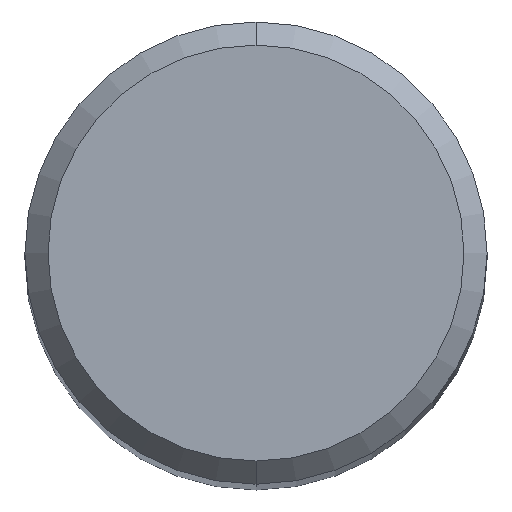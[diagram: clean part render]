
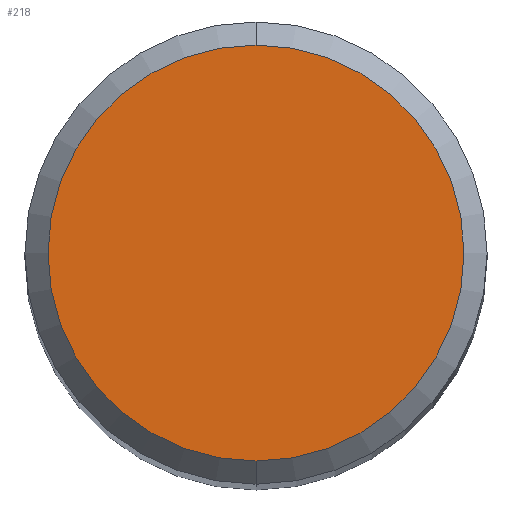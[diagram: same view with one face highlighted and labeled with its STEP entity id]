
A CAD part, top view. The second image highlights one B-rep face of the part: STEP entity #218.
In plain terms, the highlighted planar face has unit normal (0, 0, 1).
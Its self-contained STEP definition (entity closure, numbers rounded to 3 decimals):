
#102=VERTEX_POINT('',#248);
#176=EDGE_CURVE('',#102,#192,#331,.T.);
#192=VERTEX_POINT('',#348);
#216=EDGE_CURVE('',#192,#102,#376,.T.);
#218=ADVANCED_FACE('',(#378),#379,.T.);
#248=CARTESIAN_POINT('',(0.,-3.6,0.0));
#331=CIRCLE('',#509,3.6);
#348=CARTESIAN_POINT('',(0.0,3.6,0.0));
#376=CIRCLE('',#568,3.6);
#378=FACE_OUTER_BOUND('',#570,.T.);
#379=PLANE('',#571);
#509=AXIS2_PLACEMENT_3D('',#687,#688,#689);
#568=AXIS2_PLACEMENT_3D('',#741,#742,#743);
#570=EDGE_LOOP('',(#745,#746));
#571=AXIS2_PLACEMENT_3D('',#747,#748,#749);
#687=CARTESIAN_POINT('',(0.0,0.0,0.0));
#688=DIRECTION('',(0.0,0.0,-1.0));
#689=DIRECTION('',(0.0,1.0,0.0));
#741=CARTESIAN_POINT('',(0.0,0.0,0.0));
#742=DIRECTION('',(0.0,0.0,-1.0));
#743=DIRECTION('',(0.0,1.0,0.0));
#745=ORIENTED_EDGE('',*,*,#216,.F.);
#746=ORIENTED_EDGE('',*,*,#176,.F.);
#747=CARTESIAN_POINT('',(0.0,1.8,0.0));
#748=DIRECTION('',(-0.0,0.0,1.0));
#749=DIRECTION('',(0.0,-1.0,0.0));
